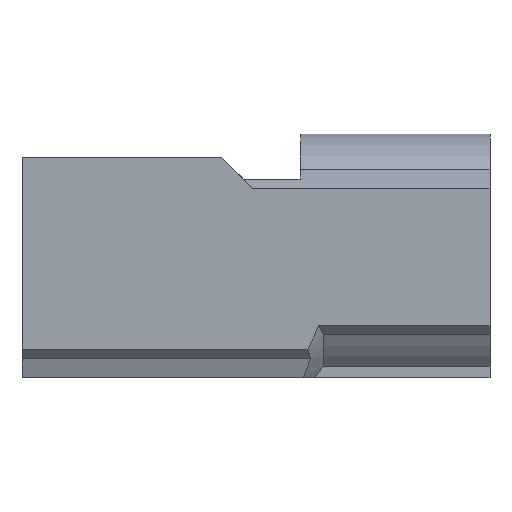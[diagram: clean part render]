
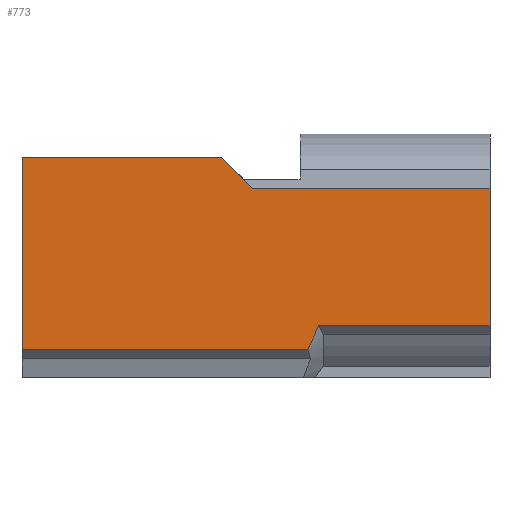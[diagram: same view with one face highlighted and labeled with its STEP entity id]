
A CAD part, left-side view. The second image highlights one B-rep face of the part: STEP entity #773.
In plain terms, the highlighted planar face has unit normal (-1, 0, 0).
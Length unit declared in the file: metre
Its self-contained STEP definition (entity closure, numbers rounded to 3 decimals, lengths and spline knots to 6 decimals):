
#22=B_SPLINE_CURVE_WITH_KNOTS('',3,(#1282,#1283,#1284,#1285),
 .UNSPECIFIED.,.F.,.F.,(4,4),(0.,0.000566),.UNSPECIFIED.);
#48=PLANE('',#845);
#86=LINE('',#1149,#168);
#109=LINE('',#1231,#191);
#111=LINE('',#1235,#193);
#126=LINE('',#1281,#208);
#127=LINE('',#1287,#209);
#128=LINE('',#1289,#210);
#129=LINE('',#1291,#211);
#168=VECTOR('',#915,1.);
#191=VECTOR('',#994,1.);
#193=VECTOR('',#998,1.);
#208=VECTOR('',#1027,1.);
#209=VECTOR('',#1028,1.);
#210=VECTOR('',#1029,1.);
#211=VECTOR('',#1030,1.);
#362=ORIENTED_EDGE('',*,*,#524,.F.);
#363=ORIENTED_EDGE('',*,*,#545,.T.);
#364=ORIENTED_EDGE('',*,*,#485,.T.);
#365=ORIENTED_EDGE('',*,*,#546,.T.);
#366=ORIENTED_EDGE('',*,*,#547,.T.);
#367=ORIENTED_EDGE('',*,*,#548,.T.);
#368=ORIENTED_EDGE('',*,*,#549,.T.);
#369=ORIENTED_EDGE('',*,*,#526,.T.);
#485=EDGE_CURVE('',#594,#595,#86,.T.);
#524=EDGE_CURVE('',#620,#621,#109,.F.);
#526=EDGE_CURVE('',#622,#621,#111,.F.);
#545=EDGE_CURVE('',#620,#594,#126,.T.);
#546=EDGE_CURVE('',#595,#630,#22,.T.);
#547=EDGE_CURVE('',#630,#631,#127,.T.);
#548=EDGE_CURVE('',#631,#632,#128,.T.);
#549=EDGE_CURVE('',#632,#622,#129,.T.);
#594=VERTEX_POINT('',#1150);
#595=VERTEX_POINT('',#1151);
#620=VERTEX_POINT('',#1230);
#621=VERTEX_POINT('',#1232);
#622=VERTEX_POINT('',#1236);
#630=VERTEX_POINT('',#1286);
#631=VERTEX_POINT('',#1288);
#632=VERTEX_POINT('',#1290);
#685=EDGE_LOOP('',(#362,#363,#364,#365,#366,#367,#368,#369));
#725=FACE_BOUND('',#685,.T.);
#773=ADVANCED_FACE('',(#725),#48,.F.);
#845=AXIS2_PLACEMENT_3D('',#1280,#1025,#1026);
#915=DIRECTION('',(0.,-1.,0.));
#994=DIRECTION('',(0.,1.,0.));
#998=DIRECTION('',(0.,-0.707,-0.707));
#1025=DIRECTION('',(1.,0.,0.));
#1026=DIRECTION('',(0.,1.,0.));
#1027=DIRECTION('',(0.,0.,-1.));
#1028=DIRECTION('',(0.,-1.,0.));
#1029=DIRECTION('',(0.,0.,1.));
#1030=DIRECTION('',(0.,1.,0.));
#1149=CARTESIAN_POINT('',(-0.055691,0.001008,0.000809));
#1150=CARTESIAN_POINT('',(-0.055691,0.002808,0.000809));
#1151=CARTESIAN_POINT('',(-0.055691,-0.003362,0.000809));
#1230=CARTESIAN_POINT('',(-0.055691,0.002808,0.00496));
#1231=CARTESIAN_POINT('',(-0.055691,-0.002592,0.00496));
#1232=CARTESIAN_POINT('',(-0.055691,-0.001492,0.00496));
#1235=CARTESIAN_POINT('',(-0.055691,-0.003192,0.00326));
#1236=CARTESIAN_POINT('',(-0.055691,-0.002164,0.004288));
#1280=CARTESIAN_POINT('',(-0.055691,0.001008,0.00496));
#1281=CARTESIAN_POINT('',(-0.055691,0.002808,0.00271));
#1282=CARTESIAN_POINT('',(-0.055691,-0.003362,0.000809));
#1283=CARTESIAN_POINT('',(-0.055691,-0.003449,0.000977));
#1284=CARTESIAN_POINT('',(-0.055691,-0.003529,0.001148));
#1285=CARTESIAN_POINT('',(-0.055691,-0.003597,0.001325));
#1286=CARTESIAN_POINT('',(-0.055691,-0.003597,0.001325));
#1287=CARTESIAN_POINT('',(-0.055691,-0.006292,0.001325));
#1288=CARTESIAN_POINT('',(-0.055691,-0.007292,0.001325));
#1289=CARTESIAN_POINT('',(-0.055691,-0.007292,0.00251));
#1290=CARTESIAN_POINT('',(-0.055691,-0.007292,0.004288));
#1291=CARTESIAN_POINT('',(-0.055691,0.001008,0.004288));
